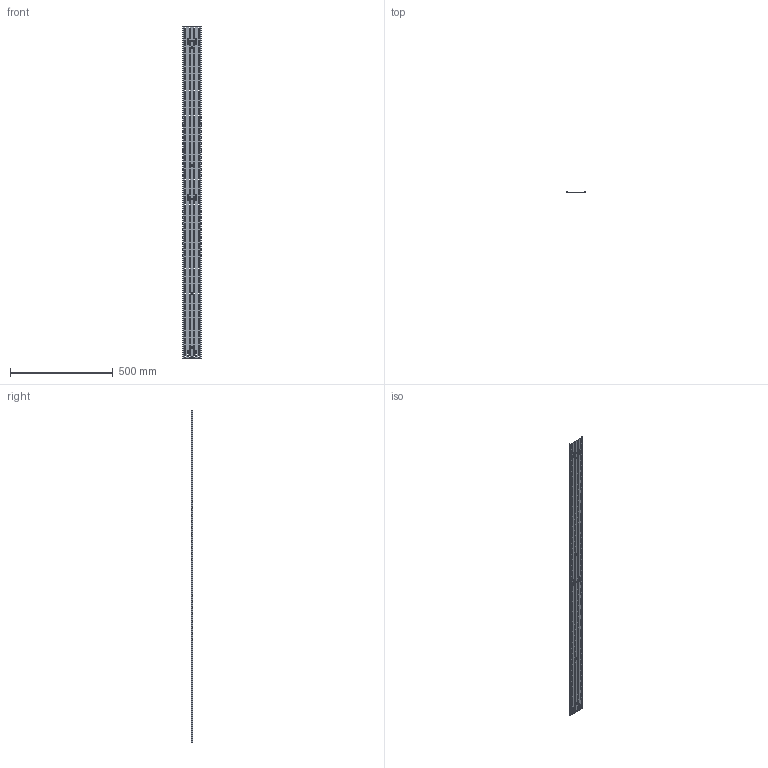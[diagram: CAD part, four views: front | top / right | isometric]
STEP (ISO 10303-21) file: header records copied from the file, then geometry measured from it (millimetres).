
FILE_DESCRIPTION (( 'STEP AP203' ), '1' );
FILE_NAME ('00406935_3D.STEP', '2022-06-20T13:26:30', ( '' ), ( '' ), 'SwSTEP 2.0', 'SolidWorks 2021', '' );
FILE_SCHEMA (( 'CONFIG_CONTROL_DESIGN' ));
Length unit declared in the file: inch
Products named in the file (1): 00406935_3D
Bounding box: 90 x 6.7 x 1618.85 mm (x, y, z)
Volume: 156094.5 mm3; surface area: 279750.6 mm2
Topology: 1 solids, 1 shells, 868 faces, 2582 edges, 1716 vertices
Faces by surface type: plane 834, cylinder 34
Entity records: 29441 total; most frequent: CARTESIAN_POINT 5167, ORIENTED_EDGE 5164, DIRECTION 4388, EDGE_CURVE 2582, LINE 2514, VECTOR 2514, VERTEX_POINT 1716, EDGE_LOOP 1286
